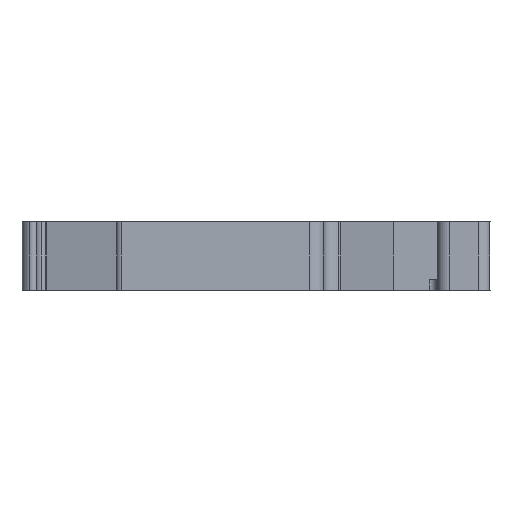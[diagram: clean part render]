
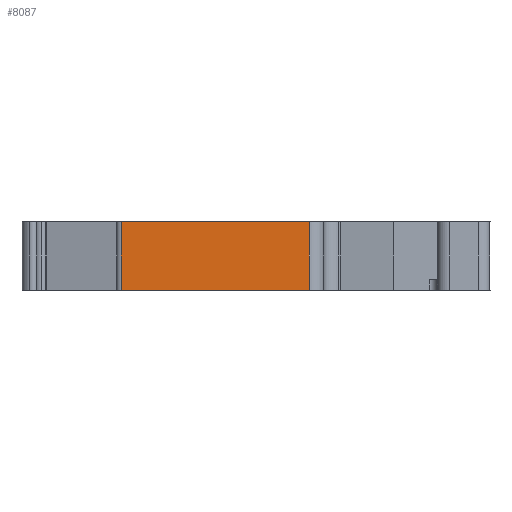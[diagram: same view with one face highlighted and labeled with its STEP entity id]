
A CAD part, left-side view. The second image highlights one B-rep face of the part: STEP entity #8087.
In plain terms, the highlighted planar face has unit normal (-1, 0, 0).
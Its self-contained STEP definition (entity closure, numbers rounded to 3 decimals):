
#1801 = VECTOR ( 'NONE', #20945, 1000. ) ;
#2241 = EDGE_CURVE ( 'NONE', #20564, #24311, #24573, .T. ) ;
#2654 = EDGE_LOOP ( 'NONE', ( #25636, #3350, #7964, #28318 ) ) ;
#3350 = ORIENTED_EDGE ( 'NONE', *, *, #11903, .F. ) ;
#3613 = CARTESIAN_POINT ( 'NONE',  ( -23.6, -15.7, 0. ) ) ;
#4512 = EDGE_CURVE ( 'NONE', #23515, #20564, #21699, .T. ) ;
#4565 = LINE ( 'NONE', #29172, #20157 ) ;
#5351 = DIRECTION ( 'NONE',  ( -1., 0., 0. ) ) ;
#5803 = VERTEX_POINT ( 'NONE', #23854 ) ;
#7422 = DIRECTION ( 'NONE',  ( 0., -1., 0. ) ) ;
#7964 = ORIENTED_EDGE ( 'NONE', *, *, #4512, .T. ) ;
#8087 = ADVANCED_FACE ( 'NONE', ( #30188 ), #30023, .T. ) ;
#8846 = DIRECTION ( 'NONE',  ( 0., -1., 0. ) ) ;
#9126 = DIRECTION ( 'NONE',  ( 0., 0., -1. ) ) ;
#9225 = AXIS2_PLACEMENT_3D ( 'NONE', #25148, #5351, #7422 ) ;
#11730 = LINE ( 'NONE', #21586, #22633 ) ;
#11903 = EDGE_CURVE ( 'NONE', #23515, #5803, #4565, .T. ) ;
#15218 = CARTESIAN_POINT ( 'NONE',  ( -23.6, -1.434, 0. ) ) ;
#16665 = CARTESIAN_POINT ( 'NONE',  ( -23.6, -1.434, -5.2 ) ) ;
#19936 = DIRECTION ( 'NONE',  ( 0., 0., -1. ) ) ;
#20157 = VECTOR ( 'NONE', #19936, 1000. ) ;
#20564 = VERTEX_POINT ( 'NONE', #15218 ) ;
#20945 = DIRECTION ( 'NONE',  ( 0., 1., 0. ) ) ;
#21586 = CARTESIAN_POINT ( 'NONE',  ( -23.6, -1.434, -5.2 ) ) ;
#21699 = LINE ( 'NONE', #25922, #1801 ) ;
#22633 = VECTOR ( 'NONE', #8846, 1000. ) ;
#23515 = VERTEX_POINT ( 'NONE', #3613 ) ;
#23854 = CARTESIAN_POINT ( 'NONE',  ( -23.6, -15.7, -5.2 ) ) ;
#24311 = VERTEX_POINT ( 'NONE', #25129 ) ;
#24573 = LINE ( 'NONE', #16665, #28391 ) ;
#25129 = CARTESIAN_POINT ( 'NONE',  ( -23.6, -1.434, -5.2 ) ) ;
#25148 = CARTESIAN_POINT ( 'NONE',  ( -23.6, -1.434, -5.2 ) ) ;
#25636 = ORIENTED_EDGE ( 'NONE', *, *, #30231, .T. ) ;
#25922 = CARTESIAN_POINT ( 'NONE',  ( -23.6, -1.434, 0. ) ) ;
#28318 = ORIENTED_EDGE ( 'NONE', *, *, #2241, .T. ) ;
#28391 = VECTOR ( 'NONE', #9126, 1000. ) ;
#29172 = CARTESIAN_POINT ( 'NONE',  ( -23.6, -15.7, -5.2 ) ) ;
#30023 = PLANE ( 'NONE',  #9225 ) ;
#30188 = FACE_OUTER_BOUND ( 'NONE', #2654, .T. ) ;
#30231 = EDGE_CURVE ( 'NONE', #24311, #5803, #11730, .T. ) ;
